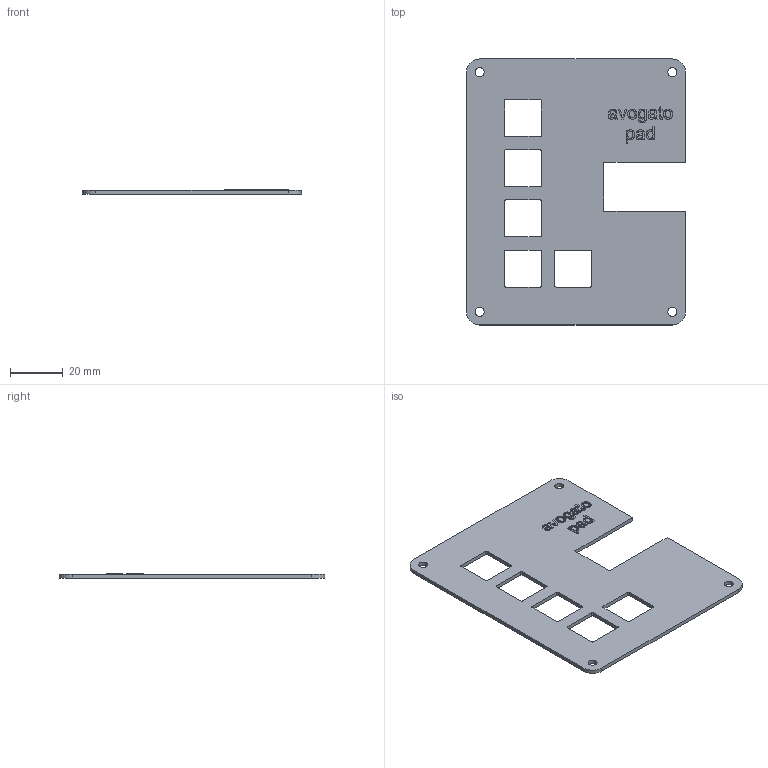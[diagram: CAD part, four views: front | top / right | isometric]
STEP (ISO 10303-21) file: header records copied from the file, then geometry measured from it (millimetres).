
FILE_DESCRIPTION(/* description */ (''),/* implementation_level */ '2;1');
FILE_NAME(/* name */ 'f0d7f4a4-1bcd-4da8-ba29-9e2c0ded5e5e.stp',/* time_stamp */ '2025-07-07T01:52:00Z',/* author */ (''),/* organization */ (''),/* preprocessor_version */ 'ST-DEVELOPER v20.1',/* originating_system */ 'Autodesk Translation Framework v14.10.0.0',/* authorisation */ '');
FILE_SCHEMA (('AUTOMOTIVE_DESIGN { 1 0 10303 214 3 1 1 }'));
Length unit declared in the file: millimetre
Products named in the file (1): 2025-06-28-14-47-15-970
Bounding box: 83.19 x 101 x 1.7 mm (x, y, z)
Volume: 10199 mm3; surface area: 14735.8 mm2
Topology: 1 solids, 1 shells, 324 faces, 912 edges, 608 vertices
Faces by surface type: bspline 203, plane 93, cylinder 28
Full cylindrical faces by diameter (mm): 3.4 x4
Entity records: 12391 total; most frequent: CARTESIAN_POINT 5296, ORIENTED_EDGE 1824, EDGE_CURVE 912, DIRECTION 806, VERTEX_POINT 608, LINE 450, VECTOR 450, B_SPLINE_CURVE_WITH_KNOTS 406
